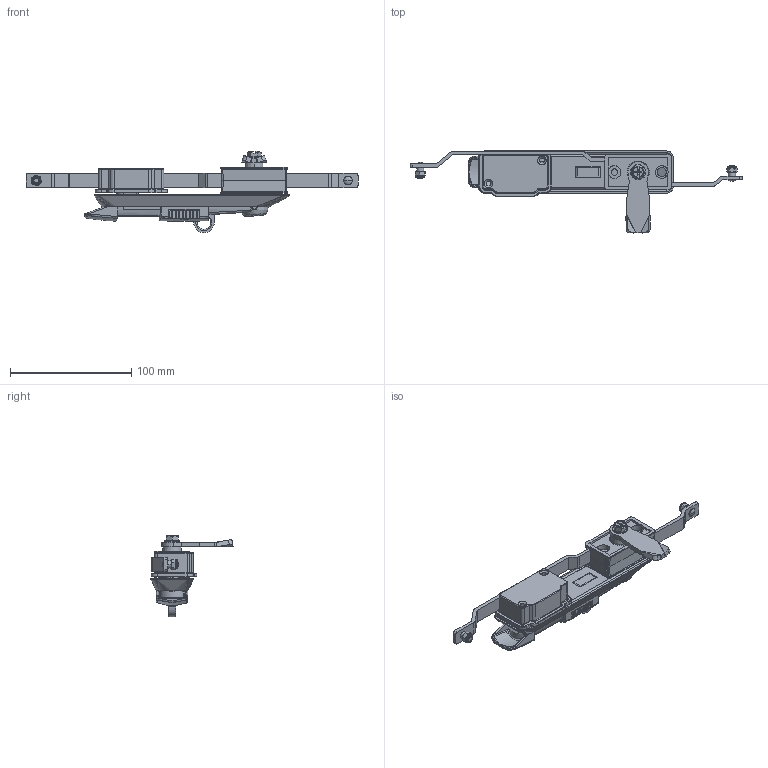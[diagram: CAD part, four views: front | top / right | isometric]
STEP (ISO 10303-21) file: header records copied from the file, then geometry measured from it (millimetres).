
FILE_DESCRIPTION (( 'STEP AP203' ), '1' );
FILE_NAME ('KI64.2.05.60.P.V.STEP', '2022-08-25T12:26:58', ( '' ), ( '' ), 'SwSTEP 2.0', 'SolidWorks 2021', '' );
FILE_SCHEMA (( 'CONFIG_CONTROL_DESIGN' ));
Products named in the file (1): KI64.2.05.60.P.V
Bounding box: 274.18 x 67.81 x 67.3 mm (x, y, z)
Surface area: 54614.2 mm2 (no closed solid volume)
Topology: 0 solids, 28 shells, 713 faces, 2434 edges, 1711 vertices
Faces by surface type: plane 298, cylinder 234, bspline 127, torus 29, cone 25
Entity records: 41321 total; most frequent: CARTESIAN_POINT 22521, ORIENTED_EDGE 4087, DIRECTION 3182, EDGE_CURVE 2427, VERTEX_POINT 1711, AXIS2_PLACEMENT_3D 1069, VECTOR 1044, LINE 1044
